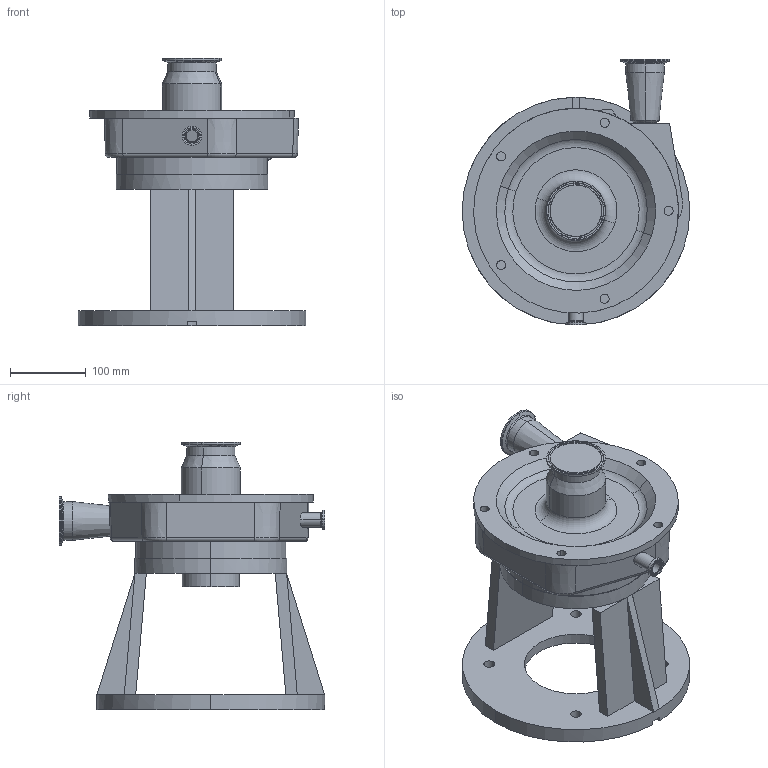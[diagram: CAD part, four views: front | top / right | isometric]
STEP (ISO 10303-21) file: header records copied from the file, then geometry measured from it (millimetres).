
FILE_DESCRIPTION (( 'STEP AP214' ), '1' );
FILE_NAME ('FPX 1741-1742 280TSC VERT 3-4 In STRAIGHT DRAIN.STEP', '2022-12-16T15:48:06', ( '' ), ( '' ), 'SwSTEP 2.0', 'SolidWorks 2021', '' );
FILE_SCHEMA (( 'AUTOMOTIVE_DESIGN' ));
Length unit declared in the file: millimetre
Products named in the file (2): FPX 1741-1742 280TSC VERT 3-4 In STRAIGHT DRAIN; FPX 1740 280TSC VERT 3-4 In STRAIGHT DRAIN^1275000086.STEP
Assembly tree (1 placements, depth 2):
  FPX 1741-1742 280TSC VERT 3-4 In STRAIGHT DRAIN
    FPX 1740 280TSC VERT 3-4 In STRAIGHT DRAIN^1275000086.STEP
Bounding box: 300 x 350.5 x 353 mm (x, y, z)
Volume: 5226270.2 mm3; surface area: 610735.9 mm2
Topology: 1 solids, 6 shells, 249 faces, 540 edges, 330 vertices
Faces by surface type: cylinder 92, plane 81, cone 37, torus 37, sphere 1, bspline 1
Entity records: 6937 total; most frequent: DIRECTION 1348, CARTESIAN_POINT 1180, ORIENTED_EDGE 1080, AXIS2_PLACEMENT_3D 567, EDGE_CURVE 540, VERTEX_POINT 330, CIRCLE 315, EDGE_LOOP 288
